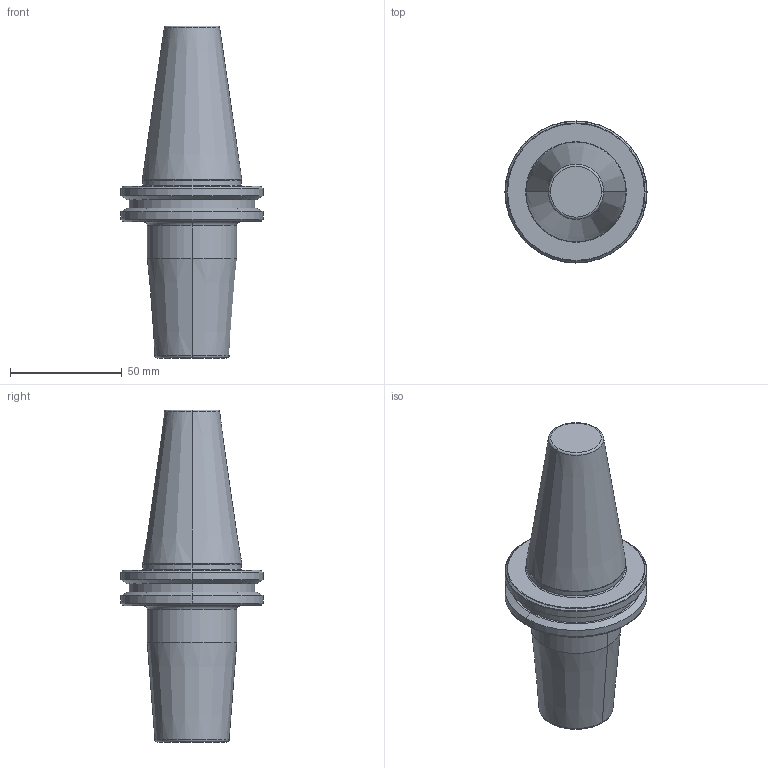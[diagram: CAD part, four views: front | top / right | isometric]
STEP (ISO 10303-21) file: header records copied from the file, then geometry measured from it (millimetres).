
FILE_DESCRIPTION (( 'STEP AP203' ), '1' );
FILE_NAME ('SK40 SFH18 80 AD+B-2.5G 25000 SL.STEP', '2019-05-08T05:17:40', ( '' ), ( '' ), 'SwSTEP 2.0', 'SolidWorks 2014', '' );
FILE_SCHEMA (( 'CONFIG_CONTROL_DESIGN' ));
Length unit declared in the file: millimetre
Products named in the file (1): SK40 SFH18 80 AD+B-2.5G 25000 SL
Bounding box: 63.5 x 63.5 x 148.4 mm (x, y, z)
Volume: 184484.9 mm3; surface area: 23574.3 mm2
Topology: 1 solids, 1 shells, 46 faces, 90 edges, 50 vertices
Faces by surface type: torus 16, cone 14, cylinder 10, plane 6
Entity records: 1257 total; most frequent: DIRECTION 250, CARTESIAN_POINT 187, ORIENTED_EDGE 180, AXIS2_PLACEMENT_3D 113, EDGE_CURVE 90, CIRCLE 66, VERTEX_POINT 50, EDGE_LOOP 50
